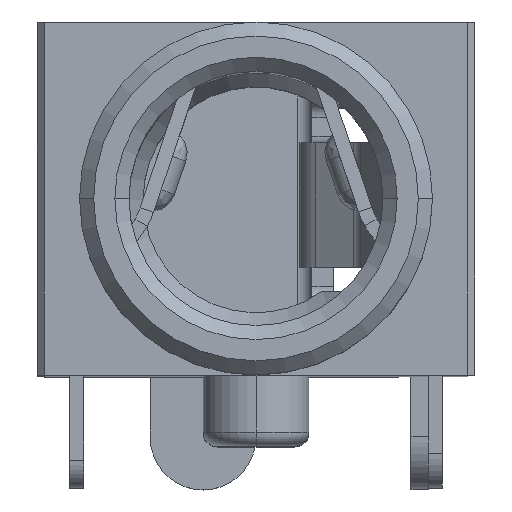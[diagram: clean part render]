
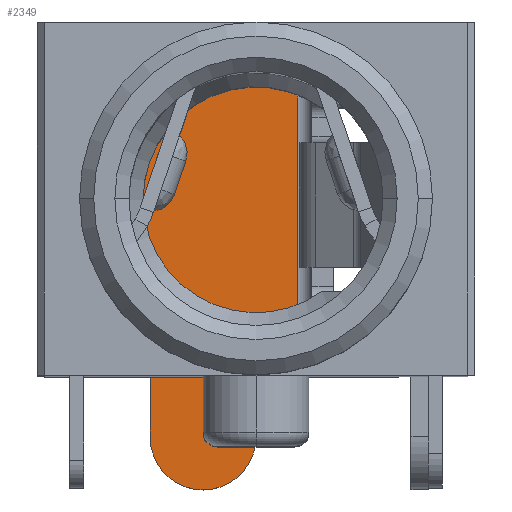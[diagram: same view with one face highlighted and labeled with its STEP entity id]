
A CAD part, top view. The second image highlights one B-rep face of the part: STEP entity #2349.
In plain terms, the highlighted planar face has unit normal (0, 0, 1).
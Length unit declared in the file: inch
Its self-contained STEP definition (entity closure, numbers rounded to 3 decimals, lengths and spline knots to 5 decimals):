
#115 = DIRECTION ( 'NONE',  ( 0., 1., 0. ) ) ;
#198 = ORIENTED_EDGE ( 'NONE', *, *, #9472, .F. ) ;
#876 = ORIENTED_EDGE ( 'NONE', *, *, #11642, .F. ) ;
#958 = ORIENTED_EDGE ( 'NONE', *, *, #1456, .F. ) ;
#1245 = PLANE ( 'NONE',  #11386 ) ;
#1316 = DIRECTION ( 'NONE',  ( 0., 1., 0. ) ) ;
#1456 = EDGE_CURVE ( 'NONE', #9846, #4546, #5830, .T. ) ;
#1508 = DIRECTION ( 'NONE',  ( 0., 1., 0. ) ) ;
#1516 = EDGE_CURVE ( 'NONE', #10068, #15698, #6452, .T. ) ;
#2349 = ADVANCED_FACE ( 'NONE', ( #4203 ), #1245, .F. ) ;
#2792 = VERTEX_POINT ( 'NONE', #15197 ) ;
#2881 = ORIENTED_EDGE ( 'NONE', *, *, #8956, .F. ) ;
#2892 = VECTOR ( 'NONE', #1508, 39.37008 ) ;
#3438 = DIRECTION ( 'NONE',  ( 0., -1., 0. ) ) ;
#3597 = VECTOR ( 'NONE', #8088, 39.37008 ) ;
#4203 = FACE_OUTER_BOUND ( 'NONE', #6869, .T. ) ;
#4256 = CARTESIAN_POINT ( 'NONE',  ( -0.02953, -0.1319, -0.00197 ) ) ;
#4482 = CARTESIAN_POINT ( 'NONE',  ( -0.07025, -0.07218, -0.00197 ) ) ;
#4546 = VERTEX_POINT ( 'NONE', #4816 ) ;
#4569 = VECTOR ( 'NONE', #9086, 39.37008 ) ;
#4816 = CARTESIAN_POINT ( 'NONE',  ( 0., -0.0748, -0.00197 ) ) ;
#4942 = CARTESIAN_POINT ( 'NONE',  ( 0., -0.1319, -0.00197 ) ) ;
#5396 = CARTESIAN_POINT ( 'NONE',  ( -0.0277, 0.07677, -0.00197 ) ) ;
#5830 = CIRCLE ( 'NONE', #16580, 0.00591 ) ;
#6188 = CARTESIAN_POINT ( 'NONE',  ( 0.02333, -0.07874, -0.00197 ) ) ;
#6219 = VERTEX_POINT ( 'NONE', #4482 ) ;
#6380 = CIRCLE ( 'NONE', #15898, 0.01181 ) ;
#6452 = CIRCLE ( 'NONE', #11359, 0.02953 ) ;
#6457 = ORIENTED_EDGE ( 'NONE', *, *, #16836, .T. ) ;
#6472 = LINE ( 'NONE', #11166, #3597 ) ;
#6586 = EDGE_CURVE ( 'NONE', #14250, #10055, #8597, .T. ) ;
#6668 = EDGE_CURVE ( 'NONE', #6219, #14250, #15457, .T. ) ;
#6726 = EDGE_CURVE ( 'NONE', #6754, #9362, #18104, .T. ) ;
#6754 = VERTEX_POINT ( 'NONE', #15119 ) ;
#6869 = EDGE_LOOP ( 'NONE', ( #876, #16001, #14087, #2881, #958, #198, #8046, #9704, #6457, #16359, #13639 ) ) ;
#7086 = CARTESIAN_POINT ( 'NONE',  ( 0.02333, -0.07874, -0.00197 ) ) ;
#8046 = ORIENTED_EDGE ( 'NONE', *, *, #6726, .F. ) ;
#8066 = DIRECTION ( 'NONE',  ( 0., -1., 0. ) ) ;
#8088 = DIRECTION ( 'NONE',  ( 0., -1., 0. ) ) ;
#8115 = CIRCLE ( 'NONE', #18860, 0.00591 ) ;
#8597 = LINE ( 'NONE', #11759, #2892 ) ;
#8956 = EDGE_CURVE ( 'NONE', #4546, #10068, #6472, .T. ) ;
#9086 = DIRECTION ( 'NONE',  ( 0., -1., 0. ) ) ;
#9362 = VERTEX_POINT ( 'NONE', #15194 ) ;
#9379 = CARTESIAN_POINT ( 'NONE',  ( -0.07874, -0.07855, -0.00197 ) ) ;
#9472 = EDGE_CURVE ( 'NONE', #9362, #9846, #6380, .T. ) ;
#9487 = CARTESIAN_POINT ( 'NONE',  ( -0.05906, -0.0748, -0.00197 ) ) ;
#9704 = ORIENTED_EDGE ( 'NONE', *, *, #18799, .F. ) ;
#9846 = VERTEX_POINT ( 'NONE', #18688 ) ;
#10055 = VERTEX_POINT ( 'NONE', #13394 ) ;
#10068 = VERTEX_POINT ( 'NONE', #4942 ) ;
#10115 = CARTESIAN_POINT ( 'NONE',  ( 0.00591, -0.0748, -0.00197 ) ) ;
#10393 = DIRECTION ( 'NONE',  ( 0., 0., -1. ) ) ;
#10865 = VECTOR ( 'NONE', #16748, 39.37008 ) ;
#11067 = LINE ( 'NONE', #5396, #11550 ) ;
#11166 = CARTESIAN_POINT ( 'NONE',  ( 0., -0.07874, -0.00197 ) ) ;
#11359 = AXIS2_PLACEMENT_3D ( 'NONE', #4256, #10393, #115 ) ;
#11386 = AXIS2_PLACEMENT_3D ( 'NONE', #7086, #14295, #18706 ) ;
#11550 = VECTOR ( 'NONE', #13951, 39.37008 ) ;
#11642 = EDGE_CURVE ( 'NONE', #13899, #6219, #8115, .T. ) ;
#11759 = CARTESIAN_POINT ( 'NONE',  ( -0.07874, -0.07874, -0.00197 ) ) ;
#11761 = LINE ( 'NONE', #11860, #18654 ) ;
#11860 = CARTESIAN_POINT ( 'NONE',  ( -0.05906, -0.07874, -0.00197 ) ) ;
#12360 = CARTESIAN_POINT ( 'NONE',  ( -0.06496, -0.0748, -0.00197 ) ) ;
#12991 = DIRECTION ( 'NONE',  ( 0., 0., 1. ) ) ;
#13394 = CARTESIAN_POINT ( 'NONE',  ( -0.07874, 0.07677, -0.00197 ) ) ;
#13639 = ORIENTED_EDGE ( 'NONE', *, *, #6668, .F. ) ;
#13680 = CARTESIAN_POINT ( 'NONE',  ( -0.08083, -0.06693, -0.00197 ) ) ;
#13793 = CARTESIAN_POINT ( 'NONE',  ( 0.02333, -0.07874, -0.00197 ) ) ;
#13899 = VERTEX_POINT ( 'NONE', #9487 ) ;
#13951 = DIRECTION ( 'NONE',  ( -1., 0., 0. ) ) ;
#14087 = ORIENTED_EDGE ( 'NONE', *, *, #1516, .F. ) ;
#14250 = VERTEX_POINT ( 'NONE', #9379 ) ;
#14295 = DIRECTION ( 'NONE',  ( 0., 0., -1. ) ) ;
#14456 = EDGE_CURVE ( 'NONE', #15698, #13899, #11761, .T. ) ;
#15119 = CARTESIAN_POINT ( 'NONE',  ( 0.02333, -0.07874, -0.00197 ) ) ;
#15194 = CARTESIAN_POINT ( 'NONE',  ( 0.02178, -0.07874, -0.00197 ) ) ;
#15197 = CARTESIAN_POINT ( 'NONE',  ( 0.02333, 0.07677, -0.00197 ) ) ;
#15293 = DIRECTION ( 'NONE',  ( 0., 0., -1. ) ) ;
#15319 = LINE ( 'NONE', #13793, #4569 ) ;
#15371 = CARTESIAN_POINT ( 'NONE',  ( 0.02178, -0.06693, -0.00197 ) ) ;
#15457 = CIRCLE ( 'NONE', #18219, 0.01181 ) ;
#15698 = VERTEX_POINT ( 'NONE', #15765 ) ;
#15765 = CARTESIAN_POINT ( 'NONE',  ( -0.05906, -0.1319, -0.00197 ) ) ;
#15898 = AXIS2_PLACEMENT_3D ( 'NONE', #15371, #15293, #8066 ) ;
#16001 = ORIENTED_EDGE ( 'NONE', *, *, #14456, .F. ) ;
#16061 = DIRECTION ( 'NONE',  ( 0., -1., 0. ) ) ;
#16359 = ORIENTED_EDGE ( 'NONE', *, *, #6586, .F. ) ;
#16580 = AXIS2_PLACEMENT_3D ( 'NONE', #10115, #12991, #16061 ) ;
#16748 = DIRECTION ( 'NONE',  ( -1., 0., 0. ) ) ;
#16836 = EDGE_CURVE ( 'NONE', #2792, #10055, #11067, .T. ) ;
#17807 = DIRECTION ( 'NONE',  ( 0., 0., -1. ) ) ;
#18007 = DIRECTION ( 'NONE',  ( 0., -1., 0. ) ) ;
#18104 = LINE ( 'NONE', #6188, #10865 ) ;
#18219 = AXIS2_PLACEMENT_3D ( 'NONE', #13680, #17807, #18007 ) ;
#18220 = DIRECTION ( 'NONE',  ( 0., 0., 1. ) ) ;
#18654 = VECTOR ( 'NONE', #1316, 39.37008 ) ;
#18688 = CARTESIAN_POINT ( 'NONE',  ( 0.0112, -0.07218, -0.00197 ) ) ;
#18706 = DIRECTION ( 'NONE',  ( 0., -1., 0. ) ) ;
#18799 = EDGE_CURVE ( 'NONE', #2792, #6754, #15319, .T. ) ;
#18860 = AXIS2_PLACEMENT_3D ( 'NONE', #12360, #18220, #3438 ) ;
